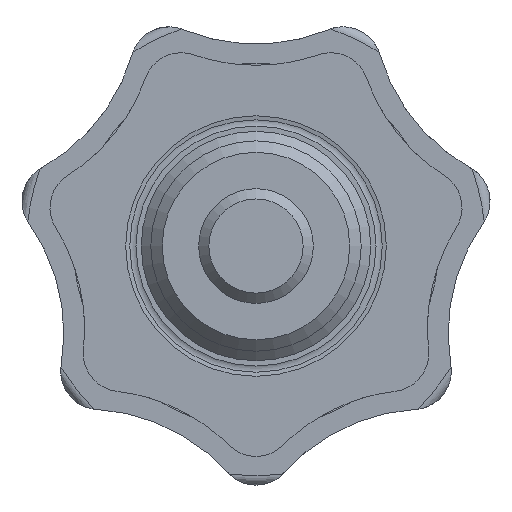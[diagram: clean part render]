
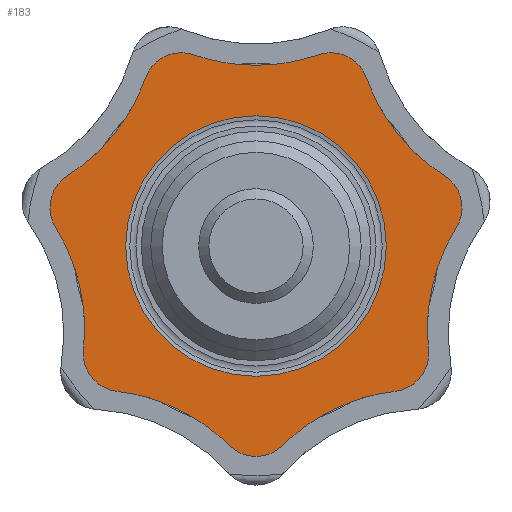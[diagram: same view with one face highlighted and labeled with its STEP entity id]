
A CAD part, front view. The second image highlights one B-rep face of the part: STEP entity #183.
In plain terms, the highlighted planar face has unit normal (0, -1, 0).
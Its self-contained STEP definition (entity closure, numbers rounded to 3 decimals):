
#183 = ADVANCED_FACE( '', ( #378, #379 ), #380, .F. );
#378 = FACE_OUTER_BOUND( '', #570, .T. );
#379 = FACE_BOUND( '', #571, .T. );
#380 = PLANE( '', #572 );
#570 = EDGE_LOOP( '', ( #1066, #1067, #1068, #1069, #1070, #1071, #1072, #1073, #1074, #1075, #1076, #1077, #1078, #1079 ) );
#571 = EDGE_LOOP( '', ( #1080 ) );
#572 = AXIS2_PLACEMENT_3D( '', #1081, #1082, #1083 );
#1066 = ORIENTED_EDGE( '', *, *, #1130, .T. );
#1067 = ORIENTED_EDGE( '', *, *, #1150, .F. );
#1068 = ORIENTED_EDGE( '', *, *, #1318, .T. );
#1069 = ORIENTED_EDGE( '', *, *, #1208, .F. );
#1070 = ORIENTED_EDGE( '', *, *, #1316, .T. );
#1071 = ORIENTED_EDGE( '', *, *, #1203, .F. );
#1072 = ORIENTED_EDGE( '', *, *, #1187, .T. );
#1073 = ORIENTED_EDGE( '', *, *, #1178, .F. );
#1074 = ORIENTED_EDGE( '', *, *, #1156, .T. );
#1075 = ORIENTED_EDGE( '', *, *, #1282, .F. );
#1076 = ORIENTED_EDGE( '', *, *, #1218, .T. );
#1077 = ORIENTED_EDGE( '', *, *, #1322, .F. );
#1078 = ORIENTED_EDGE( '', *, *, #1324, .T. );
#1079 = ORIENTED_EDGE( '', *, *, #1325, .F. );
#1080 = ORIENTED_EDGE( '', *, *, #1124, .F. );
#1081 = CARTESIAN_POINT( '', ( -26.004, 27.6, -9.941 ) );
#1082 = DIRECTION( '', ( 0., 1., 0. ) );
#1083 = DIRECTION( '', ( 0., 0., 1. ) );
#1124 = EDGE_CURVE( '', #1335, #1335, #1336, .F. );
#1130 = EDGE_CURVE( '', #1346, #1343, #1347, .T. );
#1150 = EDGE_CURVE( '', #1380, #1343, #1382, .T. );
#1156 = EDGE_CURVE( '', #1392, #1389, #1393, .T. );
#1178 = EDGE_CURVE( '', #1392, #1427, #1431, .T. );
#1187 = EDGE_CURVE( '', #1444, #1427, #1445, .T. );
#1203 = EDGE_CURVE( '', #1444, #1465, #1469, .T. );
#1208 = EDGE_CURVE( '', #1476, #1471, #1478, .T. );
#1218 = EDGE_CURVE( '', #1494, #1491, #1495, .T. );
#1282 = EDGE_CURVE( '', #1494, #1389, #1590, .T. );
#1316 = EDGE_CURVE( '', #1476, #1465, #1633, .T. );
#1318 = EDGE_CURVE( '', #1380, #1471, #1635, .T. );
#1322 = EDGE_CURVE( '', #1638, #1491, #1640, .T. );
#1324 = EDGE_CURVE( '', #1638, #1642, #1643, .T. );
#1325 = EDGE_CURVE( '', #1346, #1642, #1644, .T. );
#1335 = VERTEX_POINT( '', #1654 );
#1336 = CIRCLE( '', #1655, 13.625 );
#1343 = VERTEX_POINT( '', #1662 );
#1346 = VERTEX_POINT( '', #1666 );
#1347 = CIRCLE( '', #1667, 20. );
#1380 = VERTEX_POINT( '', #1758 );
#1382 = CIRCLE( '', #1761, 4. );
#1389 = VERTEX_POINT( '', #1777 );
#1392 = VERTEX_POINT( '', #1781 );
#1393 = CIRCLE( '', #1782, 20. );
#1427 = VERTEX_POINT( '', #1902 );
#1431 = CIRCLE( '', #1907, 4. );
#1444 = VERTEX_POINT( '', #1947 );
#1445 = CIRCLE( '', #1948, 20. );
#1465 = VERTEX_POINT( '', #2000 );
#1469 = CIRCLE( '', #2005, 4. );
#1471 = VERTEX_POINT( '', #2007 );
#1476 = VERTEX_POINT( '', #2013 );
#1478 = CIRCLE( '', #2016, 4. );
#1491 = VERTEX_POINT( '', #2055 );
#1494 = VERTEX_POINT( '', #2059 );
#1495 = CIRCLE( '', #2060, 20. );
#1590 = CIRCLE( '', #2293, 4. );
#1633 = CIRCLE( '', #2542, 20. );
#1635 = CIRCLE( '', #2544, 20. );
#1638 = VERTEX_POINT( '', #2547 );
#1640 = CIRCLE( '', #2550, 4. );
#1642 = VERTEX_POINT( '', #2552 );
#1643 = CIRCLE( '', #2553, 20. );
#1644 = CIRCLE( '', #2554, 4. );
#1654 = CARTESIAN_POINT( '', ( 0., 27.6, 13.625 ) );
#1655 = AXIS2_PLACEMENT_3D( '', #2565, #2566, #2567 );
#1662 = CARTESIAN_POINT( '', ( -18.05, 27.6, -10.795 ) );
#1666 = CARTESIAN_POINT( '', ( -20.947, 27.6, 1.895 ) );
#1667 = AXIS2_PLACEMENT_3D( '', #2575, #2576, #2577 );
#1758 = CARTESIAN_POINT( '', ( -14.541, 27.6, -15.195 ) );
#1761 = AXIS2_PLACEMENT_3D( '', #2603, #2604, #2605 );
#1777 = CARTESIAN_POINT( '', ( 11.579, 27.6, 17.558 ) );
#1781 = CARTESIAN_POINT( '', ( 19.694, 27.6, 7.381 ) );
#1782 = AXIS2_PLACEMENT_3D( '', #2610, #2611, #2612 );
#1902 = CARTESIAN_POINT( '', ( 20.947, 27.6, 1.895 ) );
#1907 = AXIS2_PLACEMENT_3D( '', #2637, #2638, #2639 );
#1947 = CARTESIAN_POINT( '', ( 18.05, 27.6, -10.795 ) );
#1948 = AXIS2_PLACEMENT_3D( '', #2648, #2649, #2650 );
#2000 = CARTESIAN_POINT( '', ( 14.541, 27.6, -15.195 ) );
#2005 = AXIS2_PLACEMENT_3D( '', #2671, #2672, #2673 );
#2007 = CARTESIAN_POINT( '', ( -2.814, 27.6, -20.843 ) );
#2013 = CARTESIAN_POINT( '', ( 2.814, 27.6, -20.843 ) );
#2016 = AXIS2_PLACEMENT_3D( '', #2679, #2680, #2681 );
#2055 = CARTESIAN_POINT( '', ( -6.508, 27.6, 20. ) );
#2059 = CARTESIAN_POINT( '', ( 6.508, 27.6, 20. ) );
#2060 = AXIS2_PLACEMENT_3D( '', #2693, #2694, #2695 );
#2293 = AXIS2_PLACEMENT_3D( '', #2809, #2810, #2811 );
#2542 = AXIS2_PLACEMENT_3D( '', #2819, #2820, #2821 );
#2544 = AXIS2_PLACEMENT_3D( '', #2822, #2823, #2824 );
#2547 = CARTESIAN_POINT( '', ( -11.579, 27.6, 17.558 ) );
#2550 = AXIS2_PLACEMENT_3D( '', #2826, #2827, #2828 );
#2552 = CARTESIAN_POINT( '', ( -19.694, 27.6, 7.381 ) );
#2553 = AXIS2_PLACEMENT_3D( '', #2829, #2830, #2831 );
#2554 = AXIS2_PLACEMENT_3D( '', #2832, #2833, #2834 );
#2565 = CARTESIAN_POINT( '', ( 0., 27.6, 0. ) );
#2566 = DIRECTION( '', ( 0., 1., 0. ) );
#2567 = DIRECTION( '', ( 0., 0., 1. ) );
#2575 = CARTESIAN_POINT( '', ( -37.936, 27.6, -8.659 ) );
#2576 = DIRECTION( '', ( 0., 1., 0. ) );
#2577 = DIRECTION( '', ( 1., 0., 0. ) );
#2603 = CARTESIAN_POINT( '', ( -14.073, 27.6, -11.223 ) );
#2604 = DIRECTION( '', ( 0., 1., 0. ) );
#2605 = DIRECTION( '', ( 1., 0., 0. ) );
#2610 = CARTESIAN_POINT( '', ( 30.422, 27.6, 24.261 ) );
#2611 = DIRECTION( '', ( 0., 1., 0. ) );
#2612 = DIRECTION( '', ( 1., 0., 0. ) );
#2637 = CARTESIAN_POINT( '', ( 17.549, 27.6, 4.005 ) );
#2638 = DIRECTION( '', ( 0., 1., 0. ) );
#2639 = DIRECTION( '', ( 1., 0., 0. ) );
#2648 = CARTESIAN_POINT( '', ( 37.936, 27.6, -8.659 ) );
#2649 = DIRECTION( '', ( 0., 1., 0. ) );
#2650 = DIRECTION( '', ( 1., 0., 0. ) );
#2671 = CARTESIAN_POINT( '', ( 14.073, 27.6, -11.223 ) );
#2672 = DIRECTION( '', ( 0., 1., 0. ) );
#2673 = DIRECTION( '', ( 1., 0., 0. ) );
#2679 = CARTESIAN_POINT( '', ( 0., 27.6, -18. ) );
#2680 = DIRECTION( '', ( 0., 1., 0. ) );
#2681 = DIRECTION( '', ( 1., 0., 0. ) );
#2693 = CARTESIAN_POINT( '', ( 0., 27.6, 38.911 ) );
#2694 = DIRECTION( '', ( 0., 1., 0. ) );
#2695 = DIRECTION( '', ( 1., 0., 0. ) );
#2809 = CARTESIAN_POINT( '', ( 7.81, 27.6, 16.217 ) );
#2810 = DIRECTION( '', ( 0., 1., 0. ) );
#2811 = DIRECTION( '', ( 1., 0., 0. ) );
#2819 = CARTESIAN_POINT( '', ( 16.883, 27.6, -35.058 ) );
#2820 = DIRECTION( '', ( 0., 1., 0. ) );
#2821 = DIRECTION( '', ( 1., 0., 0. ) );
#2822 = CARTESIAN_POINT( '', ( -16.883, 27.6, -35.058 ) );
#2823 = DIRECTION( '', ( 0., 1., 0. ) );
#2824 = DIRECTION( '', ( 1., 0., 0. ) );
#2826 = CARTESIAN_POINT( '', ( -7.81, 27.6, 16.217 ) );
#2827 = DIRECTION( '', ( 0., 1., 0. ) );
#2828 = DIRECTION( '', ( 1., 0., 0. ) );
#2829 = CARTESIAN_POINT( '', ( -30.422, 27.6, 24.261 ) );
#2830 = DIRECTION( '', ( 0., 1., 0. ) );
#2831 = DIRECTION( '', ( 1., 0., 0. ) );
#2832 = CARTESIAN_POINT( '', ( -17.549, 27.6, 4.005 ) );
#2833 = DIRECTION( '', ( 0., 1., 0. ) );
#2834 = DIRECTION( '', ( 1., 0., 0. ) );
